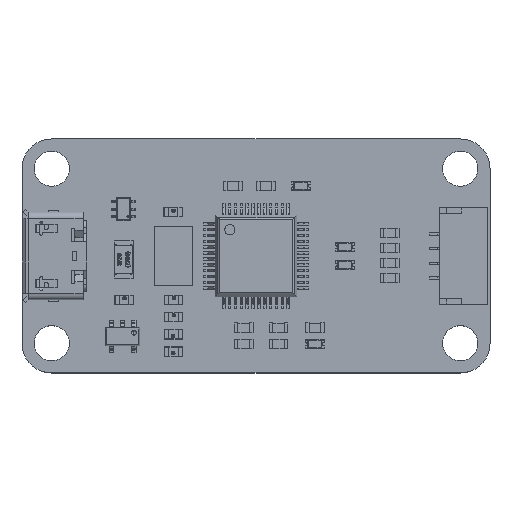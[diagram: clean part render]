
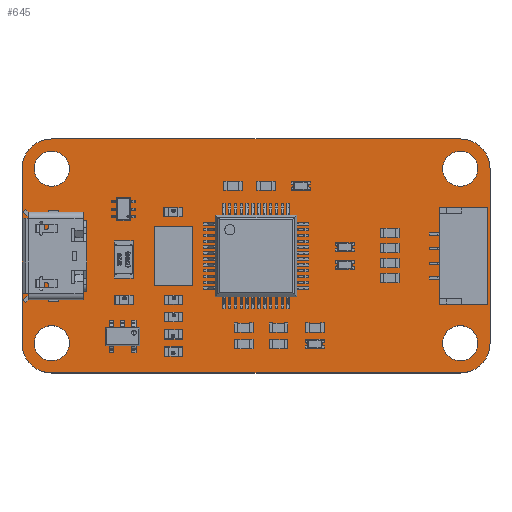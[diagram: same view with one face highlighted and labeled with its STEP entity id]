
A CAD part, top view. The second image highlights one B-rep face of the part: STEP entity #645.
In plain terms, the highlighted planar face has unit normal (0, 0, 1).
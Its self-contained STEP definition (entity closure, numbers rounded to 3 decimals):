
#164 = VERTEX_POINT('',#165);
#165 = CARTESIAN_POINT('',(25.4,27.94,1.691));
#171 = EDGE_CURVE('',#164,#172,#174,.T.);
#172 = VERTEX_POINT('',#173);
#173 = CARTESIAN_POINT('',(25.4,42.86,1.691));
#174 = LINE('',#175,#176);
#175 = CARTESIAN_POINT('',(25.4,27.94,1.691));
#176 = VECTOR('',#177,1.);
#177 = DIRECTION('',(0.,1.,0.));
#202 = EDGE_CURVE('',#172,#203,#205,.T.);
#203 = VERTEX_POINT('',#204);
#204 = CARTESIAN_POINT('',(27.94,45.4,1.691));
#205 = CIRCLE('',#206,2.54);
#206 = AXIS2_PLACEMENT_3D('',#207,#208,#209);
#207 = CARTESIAN_POINT('',(27.94,42.86,1.691));
#208 = DIRECTION('',(0.,0.,-1.));
#209 = DIRECTION('',(-1.,0.,0.));
#235 = EDGE_CURVE('',#203,#236,#238,.T.);
#236 = VERTEX_POINT('',#237);
#237 = CARTESIAN_POINT('',(62.86,45.4,1.691));
#238 = LINE('',#239,#240);
#239 = CARTESIAN_POINT('',(27.94,45.4,1.691));
#240 = VECTOR('',#241,1.);
#241 = DIRECTION('',(1.,0.,0.));
#266 = EDGE_CURVE('',#236,#267,#269,.T.);
#267 = VERTEX_POINT('',#268);
#268 = CARTESIAN_POINT('',(65.4,42.86,1.691));
#269 = CIRCLE('',#270,2.54);
#270 = AXIS2_PLACEMENT_3D('',#271,#272,#273);
#271 = CARTESIAN_POINT('',(62.86,42.86,1.691));
#272 = DIRECTION('',(0.,0.,-1.));
#273 = DIRECTION('',(0.,1.,0.));
#299 = EDGE_CURVE('',#267,#300,#302,.T.);
#300 = VERTEX_POINT('',#301);
#301 = CARTESIAN_POINT('',(65.4,27.94,1.691));
#302 = LINE('',#303,#304);
#303 = CARTESIAN_POINT('',(65.4,42.86,1.691));
#304 = VECTOR('',#305,1.);
#305 = DIRECTION('',(0.,-1.,0.));
#330 = EDGE_CURVE('',#300,#331,#333,.T.);
#331 = VERTEX_POINT('',#332);
#332 = CARTESIAN_POINT('',(62.86,25.4,1.691));
#333 = CIRCLE('',#334,2.54);
#334 = AXIS2_PLACEMENT_3D('',#335,#336,#337);
#335 = CARTESIAN_POINT('',(62.86,27.94,1.691));
#336 = DIRECTION('',(0.,0.,-1.));
#337 = DIRECTION('',(1.,0.,0.));
#363 = EDGE_CURVE('',#331,#364,#366,.T.);
#364 = VERTEX_POINT('',#365);
#365 = CARTESIAN_POINT('',(27.94,25.4,1.691));
#366 = LINE('',#367,#368);
#367 = CARTESIAN_POINT('',(62.86,25.4,1.691));
#368 = VECTOR('',#369,1.);
#369 = DIRECTION('',(-1.,0.,0.));
#394 = EDGE_CURVE('',#364,#164,#395,.T.);
#395 = CIRCLE('',#396,2.54);
#396 = AXIS2_PLACEMENT_3D('',#397,#398,#399);
#397 = CARTESIAN_POINT('',(27.94,27.94,1.691));
#398 = DIRECTION('',(0.,0.,-1.));
#399 = DIRECTION('',(0.,-1.,0.));
#420 = VERTEX_POINT('',#421);
#421 = CARTESIAN_POINT('',(29.44,27.94,1.691));
#427 = EDGE_CURVE('',#420,#420,#428,.T.);
#428 = CIRCLE('',#429,1.5);
#429 = AXIS2_PLACEMENT_3D('',#430,#431,#432);
#430 = CARTESIAN_POINT('',(27.94,27.94,1.691));
#431 = DIRECTION('',(0.,0.,1.));
#432 = DIRECTION('',(1.,0.,0.));
#453 = VERTEX_POINT('',#454);
#454 = CARTESIAN_POINT('',(29.44,42.86,1.691));
#460 = EDGE_CURVE('',#453,#453,#461,.T.);
#461 = CIRCLE('',#462,1.5);
#462 = AXIS2_PLACEMENT_3D('',#463,#464,#465);
#463 = CARTESIAN_POINT('',(27.94,42.86,1.691));
#464 = DIRECTION('',(0.,0.,1.));
#465 = DIRECTION('',(1.,0.,0.));
#486 = VERTEX_POINT('',#487);
#487 = CARTESIAN_POINT('',(30.138,33.4,1.691));
#493 = EDGE_CURVE('',#486,#486,#494,.T.);
#494 = CIRCLE('',#495,0.275);
#495 = AXIS2_PLACEMENT_3D('',#496,#497,#498);
#496 = CARTESIAN_POINT('',(29.863,33.4,1.691));
#497 = DIRECTION('',(0.,0.,1.));
#498 = DIRECTION('',(1.,0.,0.));
#519 = VERTEX_POINT('',#520);
#520 = CARTESIAN_POINT('',(64.36,27.94,1.691));
#526 = EDGE_CURVE('',#519,#519,#527,.T.);
#527 = CIRCLE('',#528,1.5);
#528 = AXIS2_PLACEMENT_3D('',#529,#530,#531);
#529 = CARTESIAN_POINT('',(62.86,27.94,1.691));
#530 = DIRECTION('',(0.,0.,1.));
#531 = DIRECTION('',(1.,0.,0.));
#552 = VERTEX_POINT('',#553);
#553 = CARTESIAN_POINT('',(30.138,37.4,1.691));
#559 = EDGE_CURVE('',#552,#552,#560,.T.);
#560 = CIRCLE('',#561,0.275);
#561 = AXIS2_PLACEMENT_3D('',#562,#563,#564);
#562 = CARTESIAN_POINT('',(29.863,37.4,1.691));
#563 = DIRECTION('',(0.,0.,1.));
#564 = DIRECTION('',(1.,0.,0.));
#585 = VERTEX_POINT('',#586);
#586 = CARTESIAN_POINT('',(64.36,42.86,1.691));
#592 = EDGE_CURVE('',#585,#585,#593,.T.);
#593 = CIRCLE('',#594,1.5);
#594 = AXIS2_PLACEMENT_3D('',#595,#596,#597);
#595 = CARTESIAN_POINT('',(62.86,42.86,1.691));
#596 = DIRECTION('',(0.,0.,1.));
#597 = DIRECTION('',(1.,0.,0.));
#645 = ADVANCED_FACE('',(#646,#656,#659,#662,#665,#668,#671),#674,.T.);
#646 = FACE_BOUND('',#647,.F.);
#647 = EDGE_LOOP('',(#648,#649,#650,#651,#652,#653,#654,#655));
#648 = ORIENTED_EDGE('',*,*,#171,.T.);
#649 = ORIENTED_EDGE('',*,*,#202,.T.);
#650 = ORIENTED_EDGE('',*,*,#235,.T.);
#651 = ORIENTED_EDGE('',*,*,#266,.T.);
#652 = ORIENTED_EDGE('',*,*,#299,.T.);
#653 = ORIENTED_EDGE('',*,*,#330,.T.);
#654 = ORIENTED_EDGE('',*,*,#363,.T.);
#655 = ORIENTED_EDGE('',*,*,#394,.T.);
#656 = FACE_BOUND('',#657,.T.);
#657 = EDGE_LOOP('',(#658));
#658 = ORIENTED_EDGE('',*,*,#427,.F.);
#659 = FACE_BOUND('',#660,.T.);
#660 = EDGE_LOOP('',(#661));
#661 = ORIENTED_EDGE('',*,*,#460,.F.);
#662 = FACE_BOUND('',#663,.T.);
#663 = EDGE_LOOP('',(#664));
#664 = ORIENTED_EDGE('',*,*,#493,.F.);
#665 = FACE_BOUND('',#666,.T.);
#666 = EDGE_LOOP('',(#667));
#667 = ORIENTED_EDGE('',*,*,#526,.F.);
#668 = FACE_BOUND('',#669,.T.);
#669 = EDGE_LOOP('',(#670));
#670 = ORIENTED_EDGE('',*,*,#559,.F.);
#671 = FACE_BOUND('',#672,.T.);
#672 = EDGE_LOOP('',(#673));
#673 = ORIENTED_EDGE('',*,*,#592,.F.);
#674 = PLANE('',#675);
#675 = AXIS2_PLACEMENT_3D('',#676,#677,#678);
#676 = CARTESIAN_POINT('',(25.4,27.94,1.691));
#677 = DIRECTION('',(0.,0.,1.));
#678 = DIRECTION('',(1.,0.,0.));
